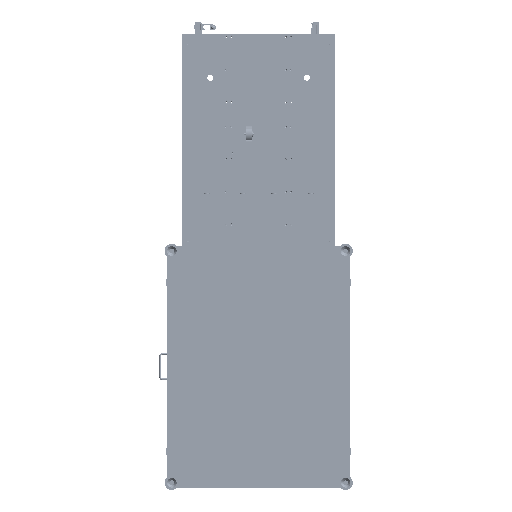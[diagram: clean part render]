
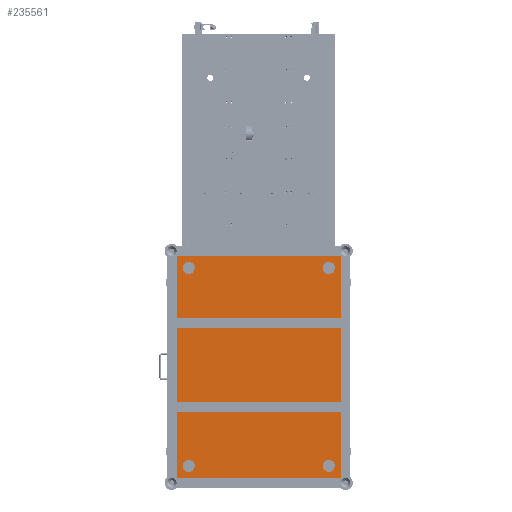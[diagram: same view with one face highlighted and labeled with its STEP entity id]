
A CAD part, front view. The second image highlights one B-rep face of the part: STEP entity #235561.
In plain terms, the highlighted planar face has unit normal (0, -1, 0).
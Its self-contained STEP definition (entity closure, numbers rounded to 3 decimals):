
#84 = VECTOR ( 'NONE', #60251, 1000. ) ;
#1841 = DIRECTION ( 'NONE',  ( 1., 0., 0. ) ) ;
#2269 = EDGE_CURVE ( 'NONE', #254156, #294104, #96610, .T. ) ;
#6753 = DIRECTION ( 'NONE',  ( 0., -1., 0. ) ) ;
#7636 = LINE ( 'NONE', #132104, #84 ) ;
#10992 = FACE_OUTER_BOUND ( 'NONE', #174668, .T. ) ;
#13227 = AXIS2_PLACEMENT_3D ( 'NONE', #208555, #63950, #232734 ) ;
#14090 = EDGE_LOOP ( 'NONE', ( #223519, #141982 ) ) ;
#17689 = DIRECTION ( 'NONE',  ( 0., 0., 1. ) ) ;
#18640 = ORIENTED_EDGE ( 'NONE', *, *, #178070, .F. ) ;
#22664 = CARTESIAN_POINT ( 'NONE',  ( -267.989, -208.353, 1235.111 ) ) ;
#24088 = VERTEX_POINT ( 'NONE', #93578 ) ;
#29043 = DIRECTION ( 'NONE',  ( -1., 0., 0. ) ) ;
#38797 = VERTEX_POINT ( 'NONE', #173718 ) ;
#40280 = ORIENTED_EDGE ( 'NONE', *, *, #182477, .F. ) ;
#44647 = CARTESIAN_POINT ( 'NONE',  ( -317.989, -208.353, 1285.111 ) ) ;
#45134 = AXIS2_PLACEMENT_3D ( 'NONE', #282497, #161247, #306821 ) ;
#46926 = DIRECTION ( 'NONE',  ( 0., 0., -1. ) ) ;
#49643 = CARTESIAN_POINT ( 'NONE',  ( -267.989, -208.353, 1260.111 ) ) ;
#54491 = VERTEX_POINT ( 'NONE', #160052 ) ;
#54740 = EDGE_CURVE ( 'NONE', #294104, #254156, #72425, .T. ) ;
#59298 = CARTESIAN_POINT ( 'NONE',  ( 312.011, -208.353, 1210.111 ) ) ;
#60251 = DIRECTION ( 'NONE',  ( 0., 0., -1. ) ) ;
#63770 = DIRECTION ( 'NONE',  ( 0., -1., 0. ) ) ;
#63950 = DIRECTION ( 'NONE',  ( 0., -1., 0. ) ) ;
#65413 = ORIENTED_EDGE ( 'NONE', *, *, #171141, .F. ) ;
#66092 = VECTOR ( 'NONE', #1841, 1000. ) ;
#66260 = CARTESIAN_POINT ( 'NONE',  ( -317.989, -208.353, 1285.111 ) ) ;
#72425 = CIRCLE ( 'NONE', #114115, 25. ) ;
#73262 = EDGE_CURVE ( 'NONE', #24088, #237176, #304385, .T. ) ;
#73639 = LINE ( 'NONE', #146488, #66092 ) ;
#74061 = EDGE_CURVE ( 'NONE', #120333, #157464, #73639, .T. ) ;
#75693 = ORIENTED_EDGE ( 'NONE', *, *, #74061, .F. ) ;
#80397 = CARTESIAN_POINT ( 'NONE',  ( -267.989, -208.353, 440.111 ) ) ;
#88306 = CARTESIAN_POINT ( 'NONE',  ( -267.989, -208.353, 415.111 ) ) ;
#89255 = CARTESIAN_POINT ( 'NONE',  ( 312.011, -208.353, 415.111 ) ) ;
#89894 = DIRECTION ( 'NONE',  ( 0., -1., 0. ) ) ;
#90306 = FACE_BOUND ( 'NONE', #195993, .T. ) ;
#93578 = CARTESIAN_POINT ( 'NONE',  ( 312.011, -208.353, 1260.111 ) ) ;
#94619 = EDGE_LOOP ( 'NONE', ( #251083, #18640 ) ) ;
#96610 = CIRCLE ( 'NONE', #312806, 25. ) ;
#100692 = VECTOR ( 'NONE', #17689, 1000. ) ;
#101738 = CARTESIAN_POINT ( 'NONE',  ( -267.989, -208.353, 390.111 ) ) ;
#105050 = EDGE_CURVE ( 'NONE', #54491, #120333, #123472, .T. ) ;
#112590 = DIRECTION ( 'NONE',  ( 0., 0., 1. ) ) ;
#113544 = DIRECTION ( 'NONE',  ( 0., 0., -1. ) ) ;
#114115 = AXIS2_PLACEMENT_3D ( 'NONE', #151411, #6753, #175663 ) ;
#120333 = VERTEX_POINT ( 'NONE', #44647 ) ;
#123472 = LINE ( 'NONE', #66260, #100692 ) ;
#126358 = ORIENTED_EDGE ( 'NONE', *, *, #2269, .F. ) ;
#127122 = AXIS2_PLACEMENT_3D ( 'NONE', #22664, #191548, #46926 ) ;
#132104 = CARTESIAN_POINT ( 'NONE',  ( 362.011, -208.353, 1285.111 ) ) ;
#137049 = CARTESIAN_POINT ( 'NONE',  ( 312.011, -208.353, 1235.111 ) ) ;
#139458 = FACE_BOUND ( 'NONE', #94619, .T. ) ;
#140181 = ORIENTED_EDGE ( 'NONE', *, *, #234887, .F. ) ;
#141982 = ORIENTED_EDGE ( 'NONE', *, *, #240468, .F. ) ;
#143178 = AXIS2_PLACEMENT_3D ( 'NONE', #208381, #63770, #232591 ) ;
#146488 = CARTESIAN_POINT ( 'NONE',  ( -317.989, -208.353, 1285.111 ) ) ;
#151411 = CARTESIAN_POINT ( 'NONE',  ( -267.989, -208.353, 415.111 ) ) ;
#152155 = CIRCLE ( 'NONE', #13227, 25. ) ;
#152874 = EDGE_LOOP ( 'NONE', ( #180395, #126358 ) ) ;
#157464 = VERTEX_POINT ( 'NONE', #269095 ) ;
#159664 = CIRCLE ( 'NONE', #143178, 25. ) ;
#160052 = CARTESIAN_POINT ( 'NONE',  ( -317.989, -208.353, 365.111 ) ) ;
#161247 = DIRECTION ( 'NONE',  ( 0., -1., 0. ) ) ;
#161261 = DIRECTION ( 'NONE',  ( 0., 0., 1. ) ) ;
#171141 = EDGE_CURVE ( 'NONE', #237176, #24088, #279247, .T. ) ;
#173718 = CARTESIAN_POINT ( 'NONE',  ( 312.011, -208.353, 440.111 ) ) ;
#174668 = EDGE_LOOP ( 'NONE', ( #308330, #40280, #140181, #75693 ) ) ;
#175663 = DIRECTION ( 'NONE',  ( 0., 0., 1. ) ) ;
#178070 = EDGE_CURVE ( 'NONE', #302226, #267390, #286344, .T. ) ;
#180395 = ORIENTED_EDGE ( 'NONE', *, *, #54740, .F. ) ;
#182477 = EDGE_CURVE ( 'NONE', #259764, #54491, #193555, .T. ) ;
#191548 = DIRECTION ( 'NONE',  ( 0., -1., 0. ) ) ;
#193555 = LINE ( 'NONE', #197925, #257570 ) ;
#195066 = EDGE_CURVE ( 'NONE', #267390, #302226, #152155, .T. ) ;
#195993 = EDGE_LOOP ( 'NONE', ( #65413, #258231 ) ) ;
#197925 = CARTESIAN_POINT ( 'NONE',  ( -317.989, -208.353, 365.111 ) ) ;
#202495 = AXIS2_PLACEMENT_3D ( 'NONE', #137049, #305810, #161261 ) ;
#203681 = FACE_BOUND ( 'NONE', #152874, .T. ) ;
#208381 = CARTESIAN_POINT ( 'NONE',  ( 312.011, -208.353, 415.111 ) ) ;
#208555 = CARTESIAN_POINT ( 'NONE',  ( -267.989, -208.353, 1235.111 ) ) ;
#210215 = AXIS2_PLACEMENT_3D ( 'NONE', #89255, #257970, #113544 ) ;
#218030 = CIRCLE ( 'NONE', #210215, 25. ) ;
#223519 = ORIENTED_EDGE ( 'NONE', *, *, #256570, .F. ) ;
#232591 = DIRECTION ( 'NONE',  ( 0., 0., -1. ) ) ;
#232734 = DIRECTION ( 'NONE',  ( 0., 0., -1. ) ) ;
#234457 = CARTESIAN_POINT ( 'NONE',  ( 312.011, -208.353, 1235.111 ) ) ;
#234887 = EDGE_CURVE ( 'NONE', #157464, #259764, #7636, .T. ) ;
#235561 = ADVANCED_FACE ( 'NONE', ( #203681, #267691, #90306, #139458, #10992 ), #258141, .T. ) ;
#237176 = VERTEX_POINT ( 'NONE', #59298 ) ;
#240468 = EDGE_CURVE ( 'NONE', #38797, #247694, #218030, .T. ) ;
#247694 = VERTEX_POINT ( 'NONE', #274461 ) ;
#251083 = ORIENTED_EDGE ( 'NONE', *, *, #195066, .F. ) ;
#254156 = VERTEX_POINT ( 'NONE', #80397 ) ;
#256570 = EDGE_CURVE ( 'NONE', #247694, #38797, #159664, .T. ) ;
#257033 = DIRECTION ( 'NONE',  ( 0., -1., 0. ) ) ;
#257570 = VECTOR ( 'NONE', #29043, 1000. ) ;
#257970 = DIRECTION ( 'NONE',  ( 0., -1., 0. ) ) ;
#258141 = PLANE ( 'NONE',  #45134 ) ;
#258231 = ORIENTED_EDGE ( 'NONE', *, *, #73262, .F. ) ;
#258617 = DIRECTION ( 'NONE',  ( 0., 0., 1. ) ) ;
#259764 = VERTEX_POINT ( 'NONE', #268176 ) ;
#267390 = VERTEX_POINT ( 'NONE', #267634 ) ;
#267634 = CARTESIAN_POINT ( 'NONE',  ( -267.989, -208.353, 1210.111 ) ) ;
#267691 = FACE_BOUND ( 'NONE', #14090, .T. ) ;
#268176 = CARTESIAN_POINT ( 'NONE',  ( 362.011, -208.353, 365.111 ) ) ;
#269095 = CARTESIAN_POINT ( 'NONE',  ( 362.011, -208.353, 1285.111 ) ) ;
#274461 = CARTESIAN_POINT ( 'NONE',  ( 312.011, -208.353, 390.111 ) ) ;
#279247 = CIRCLE ( 'NONE', #202495, 25. ) ;
#282497 = CARTESIAN_POINT ( 'NONE',  ( 22.011, -208.353, 825.111 ) ) ;
#286344 = CIRCLE ( 'NONE', #127122, 25. ) ;
#288454 = AXIS2_PLACEMENT_3D ( 'NONE', #234457, #89894, #258617 ) ;
#294104 = VERTEX_POINT ( 'NONE', #101738 ) ;
#302226 = VERTEX_POINT ( 'NONE', #49643 ) ;
#304385 = CIRCLE ( 'NONE', #288454, 25. ) ;
#305810 = DIRECTION ( 'NONE',  ( 0., -1., 0. ) ) ;
#306821 = DIRECTION ( 'NONE',  ( 0., 0., -1. ) ) ;
#308330 = ORIENTED_EDGE ( 'NONE', *, *, #105050, .F. ) ;
#312806 = AXIS2_PLACEMENT_3D ( 'NONE', #88306, #257033, #112590 ) ;
